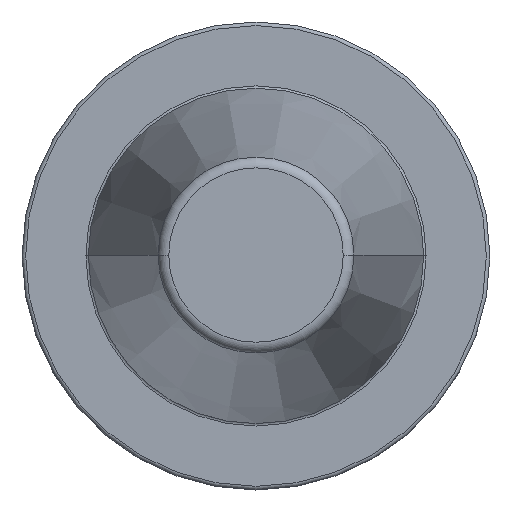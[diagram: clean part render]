
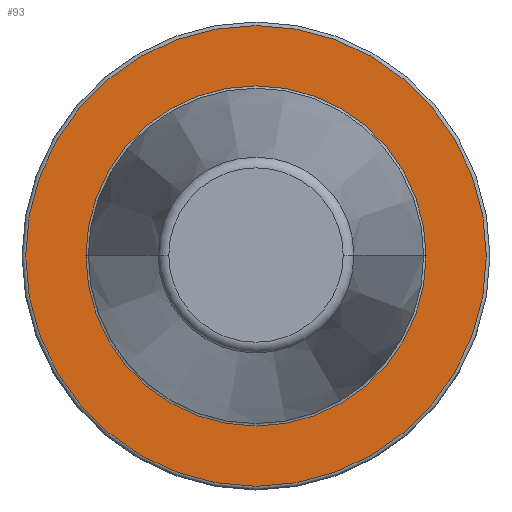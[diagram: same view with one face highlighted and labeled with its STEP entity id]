
A CAD part, top view. The second image highlights one B-rep face of the part: STEP entity #93.
In plain terms, the highlighted planar face has unit normal (0, 0, 1).
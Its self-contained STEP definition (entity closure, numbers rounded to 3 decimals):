
#36=PLANE('',#665);
#44=FACE_BOUND('',#173,.T.);
#45=FACE_BOUND('',#174,.T.);
#93=ADVANCED_FACE('',(#44,#45),#36,.F.);
#173=EDGE_LOOP('',(#319,#320));
#174=EDGE_LOOP('',(#321));
#208=CIRCLE('',#621,35.425);
#210=CIRCLE('',#624,35.425);
#237=CIRCLE('',#664,47.975);
#319=ORIENTED_EDGE('',*,*,#462,.T.);
#320=ORIENTED_EDGE('',*,*,#464,.T.);
#321=ORIENTED_EDGE('',*,*,#502,.T.);
#410=VERTEX_POINT('',#937);
#413=VERTEX_POINT('',#942);
#438=VERTEX_POINT('',#1022);
#462=EDGE_CURVE('',#410,#413,#208,.T.);
#464=EDGE_CURVE('',#413,#410,#210,.T.);
#502=EDGE_CURVE('',#438,#438,#237,.T.);
#621=AXIS2_PLACEMENT_3D('',#943,#731,#732);
#624=AXIS2_PLACEMENT_3D('',#946,#737,#738);
#664=AXIS2_PLACEMENT_3D('',#1021,#828,#829);
#665=AXIS2_PLACEMENT_3D('',#1023,#830,#831);
#731=DIRECTION('',(0.,0.,-1.));
#732=DIRECTION('',(-1.,0.,0.));
#737=DIRECTION('',(0.,0.,-1.));
#738=DIRECTION('',(-1.,0.,0.));
#828=DIRECTION('',(0.,0.,1.));
#829=DIRECTION('',(-1.,0.,0.));
#830=DIRECTION('',(0.,0.,-1.));
#831=DIRECTION('',(1.,0.,0.));
#937=CARTESIAN_POINT('',(-35.425,0.,-3.2));
#942=CARTESIAN_POINT('',(35.425,0.,-3.2));
#943=CARTESIAN_POINT('',(0.,0.,-3.2));
#946=CARTESIAN_POINT('',(0.,0.,-3.2));
#1021=CARTESIAN_POINT('',(0.,0.,-3.2));
#1022=CARTESIAN_POINT('',(-47.975,0.,-3.2));
#1023=CARTESIAN_POINT('',(0.,35.425,-3.2));
